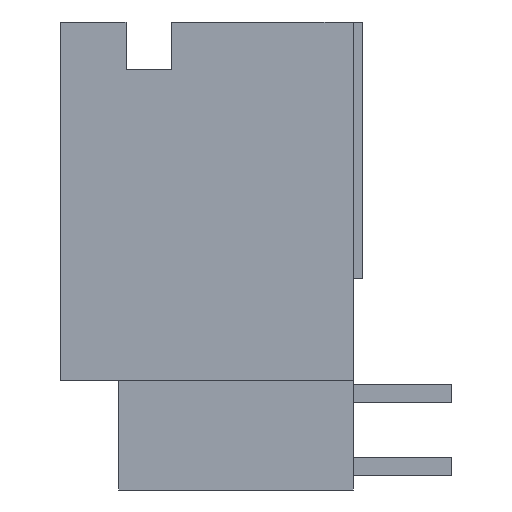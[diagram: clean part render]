
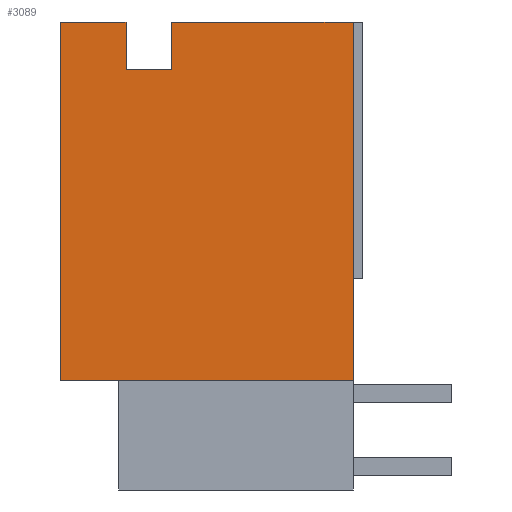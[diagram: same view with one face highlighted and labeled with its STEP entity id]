
A CAD part, left-side view. The second image highlights one B-rep face of the part: STEP entity #3089.
In plain terms, the highlighted planar face has unit normal (-1, 0, 0).
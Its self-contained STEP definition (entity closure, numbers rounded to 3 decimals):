
#76=DIRECTION('',(0.,-1.,0.));
#77=VECTOR('',#76,2.286);
#78=CARTESIAN_POINT('',(-6.502,5.08,0.));
#79=LINE('',#78,#77);
#148=DIRECTION('',(0.,-1.,0.));
#149=VECTOR('',#148,6.287);
#150=CARTESIAN_POINT('',(-6.502,1.207,0.));
#151=LINE('',#150,#149);
#260=DIRECTION('',(0.,-1.,0.));
#261=VECTOR('',#260,10.16);
#262=CARTESIAN_POINT('',(-6.502,5.08,-12.421));
#263=LINE('',#262,#261);
#360=DIRECTION('',(0.,0.,-1.));
#361=VECTOR('',#360,12.421);
#362=CARTESIAN_POINT('',(-6.502,-5.08,0.));
#363=LINE('',#362,#361);
#628=DIRECTION('',(0.,1.,0.));
#629=VECTOR('',#628,1.588);
#630=CARTESIAN_POINT('',(-6.502,1.207,-1.651));
#631=LINE('',#630,#629);
#632=DIRECTION('',(0.,0.,-1.));
#633=VECTOR('',#632,1.651);
#634=CARTESIAN_POINT('',(-6.502,1.207,0.));
#635=LINE('',#634,#633);
#636=DIRECTION('',(0.,0.,-1.));
#637=VECTOR('',#636,12.421);
#638=CARTESIAN_POINT('',(-6.502,5.08,0.));
#639=LINE('',#638,#637);
#640=DIRECTION('',(0.,0.,-1.));
#641=VECTOR('',#640,1.651);
#642=CARTESIAN_POINT('',(-6.502,2.794,0.));
#643=LINE('',#642,#641);
#1833=CARTESIAN_POINT('',(-6.502,5.08,0.));
#1835=VERTEX_POINT('',#1833);
#1836=CARTESIAN_POINT('',(-6.502,5.08,-12.421));
#1837=CARTESIAN_POINT('',(-6.502,-5.08,-12.421));
#1838=VERTEX_POINT('',#1836);
#1839=VERTEX_POINT('',#1837);
#1844=CARTESIAN_POINT('',(-6.502,-5.08,0.));
#1845=VERTEX_POINT('',#1844);
#1868=CARTESIAN_POINT('',(-6.502,2.794,0.));
#1870=VERTEX_POINT('',#1868);
#1876=CARTESIAN_POINT('',(-6.502,1.207,-1.651));
#1877=CARTESIAN_POINT('',(-6.502,2.794,-1.651));
#1878=VERTEX_POINT('',#1876);
#1879=VERTEX_POINT('',#1877);
#1896=CARTESIAN_POINT('',(-6.502,1.207,0.));
#1897=VERTEX_POINT('',#1896);
#3072=CARTESIAN_POINT('',(-6.502,5.08,0.));
#3073=DIRECTION('',(-1.,0.,0.));
#3074=DIRECTION('',(0.,-1.,0.));
#3075=AXIS2_PLACEMENT_3D('',#3072,#3073,#3074);
#3076=PLANE('',#3075);
#3077=ORIENTED_EDGE('',*,*,#3048,.F.);
#3079=ORIENTED_EDGE('',*,*,#3078,.F.);
#3080=ORIENTED_EDGE('',*,*,#2463,.T.);
#3081=ORIENTED_EDGE('',*,*,#2743,.T.);
#3082=ORIENTED_EDGE('',*,*,#2646,.F.);
#3084=ORIENTED_EDGE('',*,*,#3083,.F.);
#3085=ORIENTED_EDGE('',*,*,#2419,.T.);
#3086=ORIENTED_EDGE('',*,*,#2492,.T.);
#3087=EDGE_LOOP('',(#3077,#3079,#3080,#3081,#3082,#3084,#3085,#3086));
#3088=FACE_OUTER_BOUND('',#3087,.F.);
#3089=ADVANCED_FACE('',(#3088),#3076,.T.);
#2419=EDGE_CURVE('',#1835,#1870,#79,.T.);
#2463=EDGE_CURVE('',#1897,#1845,#151,.T.);
#2492=EDGE_CURVE('',#1870,#1879,#643,.T.);
#2646=EDGE_CURVE('',#1838,#1839,#263,.T.);
#2743=EDGE_CURVE('',#1845,#1839,#363,.T.);
#3048=EDGE_CURVE('',#1878,#1879,#631,.T.);
#3078=EDGE_CURVE('',#1897,#1878,#635,.T.);
#3083=EDGE_CURVE('',#1835,#1838,#639,.T.);
